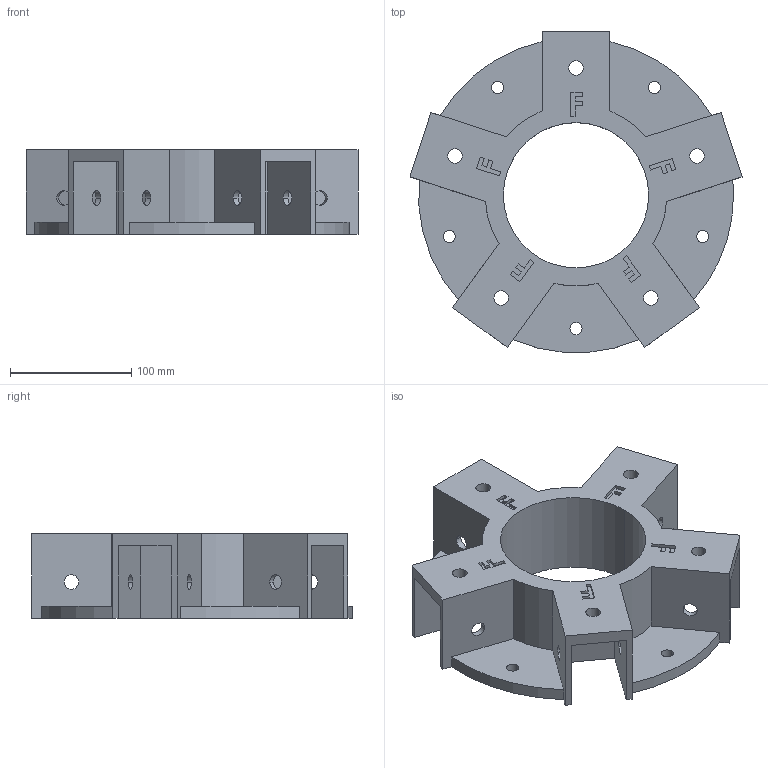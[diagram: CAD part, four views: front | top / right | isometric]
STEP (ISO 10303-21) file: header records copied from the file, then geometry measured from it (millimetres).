
FILE_DESCRIPTION (( 'STEP AP214' ), '1' );
FILE_NAME ('5_way_type_.STEP', '2025-09-11T18:46:11', ( '' ), ( '' ), 'SwSTEP 2.0', 'SolidWorks 2022', '' );
FILE_SCHEMA (( 'AUTOMOTIVE_DESIGN' ));
Length unit declared in the file: millimetre
Products named in the file (1): 5_way_type_
Bounding box: 274.09 x 264.56 x 70 mm (x, y, z)
Volume: 1009597.1 mm3; surface area: 227444.5 mm2
Topology: 1 solids, 1 shells, 150 faces, 429 edges, 286 vertices
Faces by surface type: plane 97, cylinder 53
Entity records: 5072 total; most frequent: CARTESIAN_POINT 866, ORIENTED_EDGE 858, DIRECTION 837, EDGE_CURVE 429, LINE 323, VECTOR 323, VERTEX_POINT 286, AXIS2_PLACEMENT_3D 257
